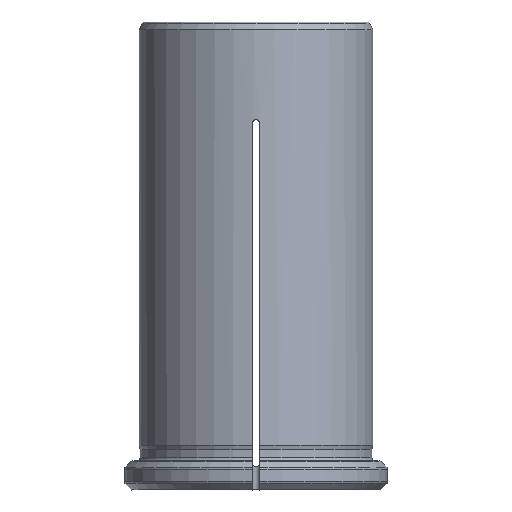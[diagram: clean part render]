
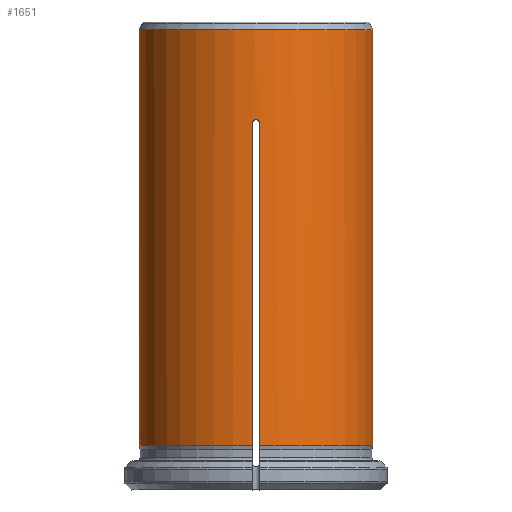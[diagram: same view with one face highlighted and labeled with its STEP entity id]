
A CAD part, front view. The second image highlights one B-rep face of the part: STEP entity #1651.
In plain terms, the highlighted cylindrical face has radius 16 mm (diameter 32 mm), a full revolution.
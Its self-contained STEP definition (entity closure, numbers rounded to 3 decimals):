
#104=B_SPLINE_CURVE_WITH_KNOTS('',3,(#2616,#2617,#2618,#2619,#2620,#2621,
#2622),.UNSPECIFIED.,.F.,.F.,(4,1,1,1,4),(-0.001,0.,
0.,0.,0.001),
 .UNSPECIFIED.);
#105=B_SPLINE_CURVE_WITH_KNOTS('',3,(#2631,#2632,#2633,#2634,#2635,#2636,
#2637),.UNSPECIFIED.,.F.,.F.,(4,1,1,1,4),(-0.001,0.,
0.,0.,0.001),
 .UNSPECIFIED.);
#106=B_SPLINE_CURVE_WITH_KNOTS('',3,(#2645,#2646,#2647,#2648,#2649,#2650,
#2651),.UNSPECIFIED.,.F.,.F.,(4,1,1,1,4),(-0.001,0.,
0.,0.,0.001),
 .UNSPECIFIED.);
#107=B_SPLINE_CURVE_WITH_KNOTS('',3,(#2659,#2660,#2661,#2662,#2663,#2664,
#2665),.UNSPECIFIED.,.F.,.F.,(4,1,1,1,4),(-0.001,0.,
0.,0.,0.001),
 .UNSPECIFIED.);
#210=LINE('',#2625,#290);
#211=LINE('',#2629,#291);
#212=LINE('',#2639,#292);
#213=LINE('',#2643,#293);
#214=LINE('',#2653,#294);
#215=LINE('',#2657,#295);
#216=LINE('',#2667,#296);
#217=LINE('',#2671,#297);
#290=VECTOR('',#2031,1000.);
#291=VECTOR('',#2034,1000.);
#292=VECTOR('',#2035,1000.);
#293=VECTOR('',#2038,1000.);
#294=VECTOR('',#2039,1000.);
#295=VECTOR('',#2042,1000.);
#296=VECTOR('',#2043,1000.);
#297=VECTOR('',#2046,1000.);
#431=ORIENTED_EDGE('',*,*,#965,.F.);
#432=ORIENTED_EDGE('',*,*,#966,.F.);
#433=ORIENTED_EDGE('',*,*,#967,.F.);
#434=ORIENTED_EDGE('',*,*,#968,.F.);
#435=ORIENTED_EDGE('',*,*,#969,.T.);
#436=ORIENTED_EDGE('',*,*,#970,.F.);
#437=ORIENTED_EDGE('',*,*,#971,.F.);
#438=ORIENTED_EDGE('',*,*,#972,.F.);
#439=ORIENTED_EDGE('',*,*,#973,.T.);
#440=ORIENTED_EDGE('',*,*,#974,.F.);
#441=ORIENTED_EDGE('',*,*,#975,.F.);
#442=ORIENTED_EDGE('',*,*,#976,.F.);
#443=ORIENTED_EDGE('',*,*,#977,.T.);
#444=ORIENTED_EDGE('',*,*,#978,.F.);
#445=ORIENTED_EDGE('',*,*,#979,.F.);
#446=ORIENTED_EDGE('',*,*,#980,.F.);
#447=ORIENTED_EDGE('',*,*,#981,.T.);
#965=EDGE_CURVE('',#1229,#1229,#1367,.F.);
#966=EDGE_CURVE('',#1230,#1231,#104,.T.);
#967=EDGE_CURVE('',#1232,#1230,#210,.T.);
#968=EDGE_CURVE('',#1233,#1232,#1368,.F.);
#969=EDGE_CURVE('',#1233,#1234,#211,.T.);
#970=EDGE_CURVE('',#1235,#1234,#105,.T.);
#971=EDGE_CURVE('',#1236,#1235,#212,.T.);
#972=EDGE_CURVE('',#1237,#1236,#1369,.F.);
#973=EDGE_CURVE('',#1237,#1238,#213,.T.);
#974=EDGE_CURVE('',#1239,#1238,#106,.T.);
#975=EDGE_CURVE('',#1240,#1239,#214,.T.);
#976=EDGE_CURVE('',#1241,#1240,#1370,.F.);
#977=EDGE_CURVE('',#1241,#1242,#215,.T.);
#978=EDGE_CURVE('',#1243,#1242,#107,.T.);
#979=EDGE_CURVE('',#1244,#1243,#216,.T.);
#980=EDGE_CURVE('',#1245,#1244,#1371,.F.);
#981=EDGE_CURVE('',#1245,#1231,#217,.T.);
#1229=VERTEX_POINT('',#2615);
#1230=VERTEX_POINT('',#2623);
#1231=VERTEX_POINT('',#2624);
#1232=VERTEX_POINT('',#2626);
#1233=VERTEX_POINT('',#2628);
#1234=VERTEX_POINT('',#2630);
#1235=VERTEX_POINT('',#2638);
#1236=VERTEX_POINT('',#2640);
#1237=VERTEX_POINT('',#2642);
#1238=VERTEX_POINT('',#2644);
#1239=VERTEX_POINT('',#2652);
#1240=VERTEX_POINT('',#2654);
#1241=VERTEX_POINT('',#2656);
#1242=VERTEX_POINT('',#2658);
#1243=VERTEX_POINT('',#2666);
#1244=VERTEX_POINT('',#2668);
#1245=VERTEX_POINT('',#2670);
#1367=CIRCLE('',#1786,16.);
#1368=CIRCLE('',#1787,16.);
#1369=CIRCLE('',#1788,16.);
#1370=CIRCLE('',#1789,16.);
#1371=CIRCLE('',#1790,16.);
#1431=EDGE_LOOP('',(#431));
#1432=EDGE_LOOP('',(#432,#433,#434,#435,#436,#437,#438,#439,#440,#441,#442,
#443,#444,#445,#446,#447));
#1527=FACE_BOUND('',#1431,.T.);
#1528=FACE_BOUND('',#1432,.T.);
#1616=CYLINDRICAL_SURFACE('',#1785,16.);
#1651=ADVANCED_FACE('',(#1527,#1528),#1616,.T.);
#1785=AXIS2_PLACEMENT_3D('',#2613,#2027,#2028);
#1786=AXIS2_PLACEMENT_3D('',#2614,#2029,#2030);
#1787=AXIS2_PLACEMENT_3D('',#2627,#2032,#2033);
#1788=AXIS2_PLACEMENT_3D('',#2641,#2036,#2037);
#1789=AXIS2_PLACEMENT_3D('',#2655,#2040,#2041);
#1790=AXIS2_PLACEMENT_3D('',#2669,#2044,#2045);
#2027=DIRECTION('',(0.,0.,1.));
#2028=DIRECTION('',(1.,0.,0.));
#2029=DIRECTION('',(0.,0.,-1.));
#2030=DIRECTION('',(-1.,0.,0.));
#2031=DIRECTION('',(0.,0.,1.));
#2032=DIRECTION('',(0.,0.,1.));
#2033=DIRECTION('',(1.,0.,0.));
#2034=DIRECTION('',(0.,0.,1.));
#2035=DIRECTION('',(0.,0.,1.));
#2036=DIRECTION('',(0.,0.,1.));
#2037=DIRECTION('',(1.,0.,0.));
#2038=DIRECTION('',(0.,0.,1.));
#2039=DIRECTION('',(0.,0.,1.));
#2040=DIRECTION('',(0.,0.,1.));
#2041=DIRECTION('',(1.,0.,0.));
#2042=DIRECTION('',(0.,0.,1.));
#2043=DIRECTION('',(0.,0.,1.));
#2044=DIRECTION('',(0.,0.,1.));
#2045=DIRECTION('',(1.,0.,0.));
#2046=DIRECTION('',(0.,0.,1.));
#2613=CARTESIAN_POINT('',(0.,0.,60.));
#2614=CARTESIAN_POINT('',(0.,0.,58.973));
#2615=CARTESIAN_POINT('',(-16.,0.,58.973));
#2616=CARTESIAN_POINT('',(0.5,-15.992,46.141));
#2617=CARTESIAN_POINT('',(0.5,-15.992,46.273));
#2618=CARTESIAN_POINT('',(0.392,-15.996,46.532));
#2619=CARTESIAN_POINT('',(0.,-16.002,46.695));
#2620=CARTESIAN_POINT('',(-0.392,-15.996,46.532));
#2621=CARTESIAN_POINT('',(-0.5,-15.992,46.273));
#2622=CARTESIAN_POINT('',(-0.5,-15.992,46.141));
#2623=CARTESIAN_POINT('',(0.5,-15.992,46.141));
#2624=CARTESIAN_POINT('',(-0.5,-15.992,46.141));
#2625=CARTESIAN_POINT('',(0.5,-15.992,60.));
#2626=CARTESIAN_POINT('',(0.5,-15.992,2.127));
#2627=CARTESIAN_POINT('',(0.,0.,2.127));
#2628=CARTESIAN_POINT('',(15.992,-0.5,2.127));
#2629=CARTESIAN_POINT('',(15.992,-0.5,60.));
#2630=CARTESIAN_POINT('',(15.992,-0.5,46.141));
#2631=CARTESIAN_POINT('',(15.992,0.5,46.141));
#2632=CARTESIAN_POINT('',(15.992,0.5,46.273));
#2633=CARTESIAN_POINT('',(15.996,0.392,46.532));
#2634=CARTESIAN_POINT('',(16.002,0.,46.695));
#2635=CARTESIAN_POINT('',(15.996,-0.392,46.532));
#2636=CARTESIAN_POINT('',(15.992,-0.5,46.273));
#2637=CARTESIAN_POINT('',(15.992,-0.5,46.141));
#2638=CARTESIAN_POINT('',(15.992,0.5,46.141));
#2639=CARTESIAN_POINT('',(15.992,0.5,60.));
#2640=CARTESIAN_POINT('',(15.992,0.5,2.127));
#2641=CARTESIAN_POINT('',(0.,0.,2.127));
#2642=CARTESIAN_POINT('',(0.5,15.992,2.127));
#2643=CARTESIAN_POINT('',(0.5,15.992,60.));
#2644=CARTESIAN_POINT('',(0.5,15.992,46.141));
#2645=CARTESIAN_POINT('',(-0.5,15.992,46.141));
#2646=CARTESIAN_POINT('',(-0.5,15.992,46.273));
#2647=CARTESIAN_POINT('',(-0.392,15.996,46.532));
#2648=CARTESIAN_POINT('',(0.,16.002,46.695));
#2649=CARTESIAN_POINT('',(0.392,15.996,46.532));
#2650=CARTESIAN_POINT('',(0.5,15.992,46.273));
#2651=CARTESIAN_POINT('',(0.5,15.992,46.141));
#2652=CARTESIAN_POINT('',(-0.5,15.992,46.141));
#2653=CARTESIAN_POINT('',(-0.5,15.992,60.));
#2654=CARTESIAN_POINT('',(-0.5,15.992,2.127));
#2655=CARTESIAN_POINT('',(0.,0.,2.127));
#2656=CARTESIAN_POINT('',(-15.992,0.5,2.127));
#2657=CARTESIAN_POINT('',(-15.992,0.5,60.));
#2658=CARTESIAN_POINT('',(-15.992,0.5,46.141));
#2659=CARTESIAN_POINT('',(-15.992,-0.5,46.141));
#2660=CARTESIAN_POINT('',(-15.992,-0.5,46.273));
#2661=CARTESIAN_POINT('',(-15.996,-0.392,46.532));
#2662=CARTESIAN_POINT('',(-16.002,0.,46.695));
#2663=CARTESIAN_POINT('',(-15.996,0.392,46.532));
#2664=CARTESIAN_POINT('',(-15.992,0.5,46.273));
#2665=CARTESIAN_POINT('',(-15.992,0.5,46.141));
#2666=CARTESIAN_POINT('',(-15.992,-0.5,46.141));
#2667=CARTESIAN_POINT('',(-15.992,-0.5,60.));
#2668=CARTESIAN_POINT('',(-15.992,-0.5,2.127));
#2669=CARTESIAN_POINT('',(0.,0.,2.127));
#2670=CARTESIAN_POINT('',(-0.5,-15.992,2.127));
#2671=CARTESIAN_POINT('',(-0.5,-15.992,60.));
